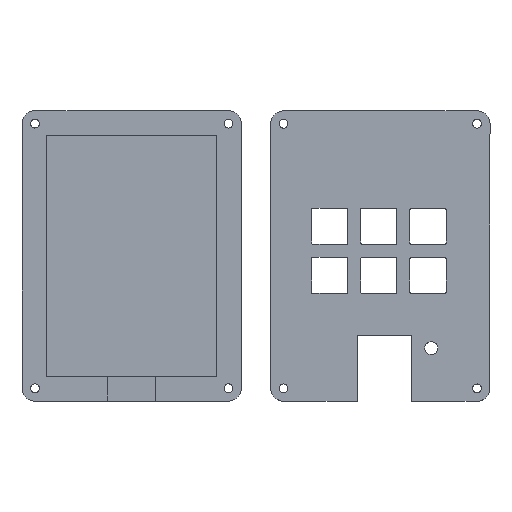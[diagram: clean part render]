
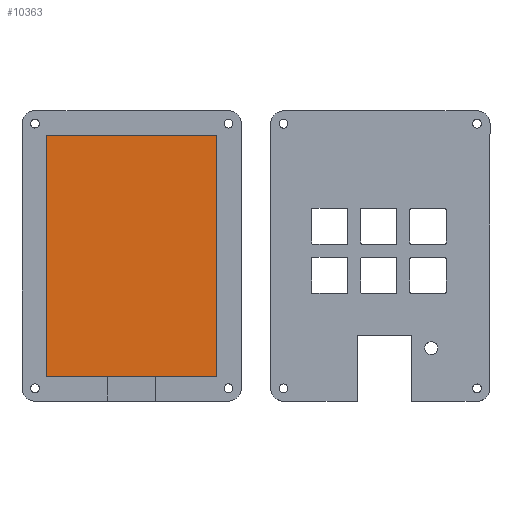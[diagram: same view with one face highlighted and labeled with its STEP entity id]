
A CAD part, top view. The second image highlights one B-rep face of the part: STEP entity #10363.
In plain terms, the highlighted planar face has unit normal (0, 0, 1).
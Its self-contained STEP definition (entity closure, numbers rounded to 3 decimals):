
#1222=PLANE('',#10694);
#1765=FACE_OUTER_BOUND('',#2374,.T.);
#2374=EDGE_LOOP('',(#9708,#9709,#9710,#9711));
#3198=LINE('',#20694,#4015);
#3199=LINE('',#20696,#4016);
#3200=LINE('',#20698,#4017);
#3201=LINE('',#20699,#4018);
#4015=VECTOR('',#12122,10.);
#4016=VECTOR('',#12123,10.);
#4017=VECTOR('',#12124,10.);
#4018=VECTOR('',#12125,10.);
#5139=VERTEX_POINT('',#20692);
#5140=VERTEX_POINT('',#20693);
#5141=VERTEX_POINT('',#20695);
#5142=VERTEX_POINT('',#20697);
#6672=EDGE_CURVE('',#5139,#5140,#3198,.T.);
#6673=EDGE_CURVE('',#5141,#5139,#3199,.T.);
#6674=EDGE_CURVE('',#5142,#5141,#3200,.T.);
#6675=EDGE_CURVE('',#5140,#5142,#3201,.T.);
#9708=ORIENTED_EDGE('',*,*,#6672,.F.);
#9709=ORIENTED_EDGE('',*,*,#6673,.F.);
#9710=ORIENTED_EDGE('',*,*,#6674,.F.);
#9711=ORIENTED_EDGE('',*,*,#6675,.F.);
#10363=ADVANCED_FACE('',(#1765),#1222,.T.);
#10694=AXIS2_PLACEMENT_3D('',#20691,#12120,#12121);
#12120=DIRECTION('center_axis',(0.,0.,1.));
#12121=DIRECTION('ref_axis',(1.,0.,0.));
#12122=DIRECTION('',(-1.,0.,0.));
#12123=DIRECTION('',(0.,-1.,0.));
#12124=DIRECTION('',(1.,0.,0.));
#12125=DIRECTION('',(0.,1.,0.));
#20691=CARTESIAN_POINT('Origin',(-6.914,-19.441,3.));
#20692=CARTESIAN_POINT('',(26.086,-66.191,3.));
#20693=CARTESIAN_POINT('',(-39.914,-66.191,3.));
#20694=CARTESIAN_POINT('',(9.586,-66.191,3.));
#20695=CARTESIAN_POINT('',(26.086,27.309,3.));
#20696=CARTESIAN_POINT('',(26.086,3.934,3.));
#20697=CARTESIAN_POINT('',(-39.914,27.309,3.));
#20698=CARTESIAN_POINT('',(-23.414,27.309,3.));
#20699=CARTESIAN_POINT('',(-39.914,-42.816,3.));
